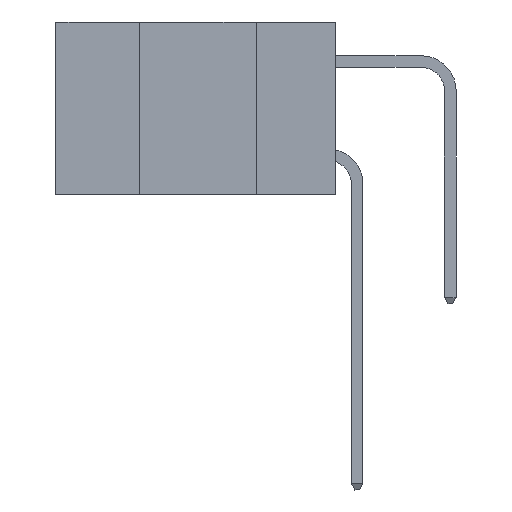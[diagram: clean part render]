
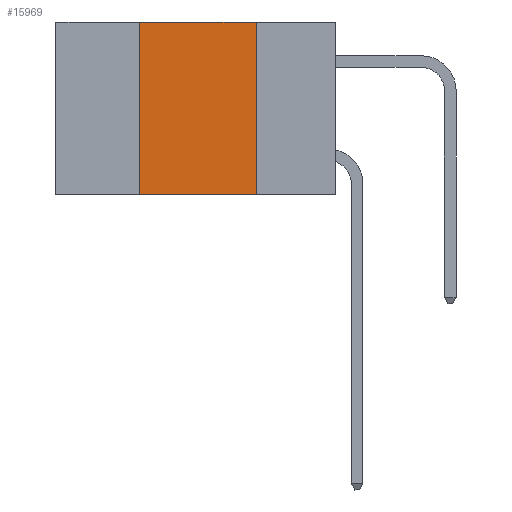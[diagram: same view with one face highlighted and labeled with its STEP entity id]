
A CAD part, left-side view. The second image highlights one B-rep face of the part: STEP entity #15969.
In plain terms, the highlighted planar face has unit normal (-1, 0, 0).
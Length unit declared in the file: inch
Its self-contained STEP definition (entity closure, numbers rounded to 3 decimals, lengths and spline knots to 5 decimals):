
#347 = LINE ( 'NONE', #4536, #2306 ) ;
#784 = ORIENTED_EDGE ( 'NONE', *, *, #22854, .F. ) ;
#1105 = CARTESIAN_POINT ( 'NONE',  ( 0., 0.42, 0. ) ) ;
#1726 = DIRECTION ( 'NONE',  ( 1., 0., 0. ) ) ;
#1780 = EDGE_CURVE ( 'NONE', #8944, #2891, #23075, .T. ) ;
#2216 = DIRECTION ( 'NONE',  ( 0., 0., -1. ) ) ;
#2306 = VECTOR ( 'NONE', #17233, 39.37008 ) ;
#2891 = VERTEX_POINT ( 'NONE', #15819 ) ;
#3873 = VERTEX_POINT ( 'NONE', #1105 ) ;
#4536 = CARTESIAN_POINT ( 'NONE',  ( 0., 0.42, 0. ) ) ;
#5347 = CARTESIAN_POINT ( 'NONE',  ( 0., 0.6, 0. ) ) ;
#5901 = LINE ( 'NONE', #8556, #6846 ) ;
#6152 = CARTESIAN_POINT ( 'NONE',  ( 0., 0.17, 0. ) ) ;
#6846 = VECTOR ( 'NONE', #2216, 39.37008 ) ;
#6963 = EDGE_CURVE ( 'NONE', #8944, #3873, #347, .T. ) ;
#7308 = ORIENTED_EDGE ( 'NONE', *, *, #1780, .T. ) ;
#8556 = CARTESIAN_POINT ( 'NONE',  ( 0., 0.17, 0. ) ) ;
#8944 = VERTEX_POINT ( 'NONE', #22161 ) ;
#10128 = FACE_OUTER_BOUND ( 'NONE', #18540, .T. ) ;
#10176 = VECTOR ( 'NONE', #22097, 39.37008 ) ;
#14091 = PLANE ( 'NONE',  #25913 ) ;
#15011 = EDGE_CURVE ( 'NONE', #3873, #26645, #22768, .T. ) ;
#15428 = ORIENTED_EDGE ( 'NONE', *, *, #6963, .F. ) ;
#15819 = CARTESIAN_POINT ( 'NONE',  ( 0., 0.17, -0.37 ) ) ;
#15969 = ADVANCED_FACE ( 'NONE', ( #10128 ), #14091, .F. ) ;
#16167 = CARTESIAN_POINT ( 'NONE',  ( 0., 0.6, 0. ) ) ;
#16341 = DIRECTION ( 'NONE',  ( 0., 0., -1. ) ) ;
#17233 = DIRECTION ( 'NONE',  ( 0., 0., 1. ) ) ;
#18540 = EDGE_LOOP ( 'NONE', ( #784, #26486, #15428, #7308 ) ) ;
#21490 = VECTOR ( 'NONE', #25774, 39.37008 ) ;
#22097 = DIRECTION ( 'NONE',  ( 0., -1., 0. ) ) ;
#22161 = CARTESIAN_POINT ( 'NONE',  ( 0., 0.42, -0.37 ) ) ;
#22768 = LINE ( 'NONE', #5347, #10176 ) ;
#22854 = EDGE_CURVE ( 'NONE', #26645, #2891, #5901, .T. ) ;
#23075 = LINE ( 'NONE', #23521, #21490 ) ;
#23521 = CARTESIAN_POINT ( 'NONE',  ( 0., 0.6, -0.37 ) ) ;
#25774 = DIRECTION ( 'NONE',  ( 0., -1., 0. ) ) ;
#25913 = AXIS2_PLACEMENT_3D ( 'NONE', #16167, #1726, #16341 ) ;
#26486 = ORIENTED_EDGE ( 'NONE', *, *, #15011, .F. ) ;
#26645 = VERTEX_POINT ( 'NONE', #6152 ) ;
